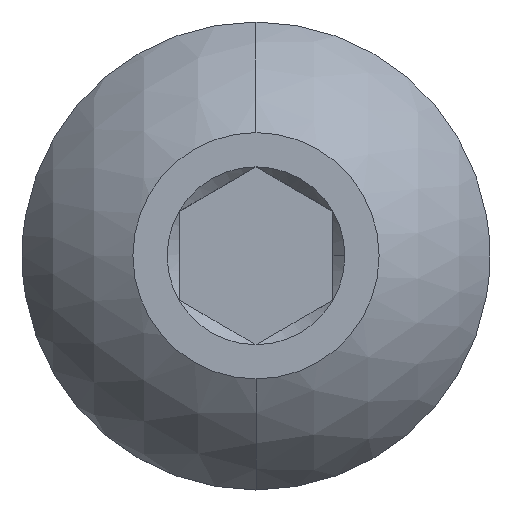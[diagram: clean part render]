
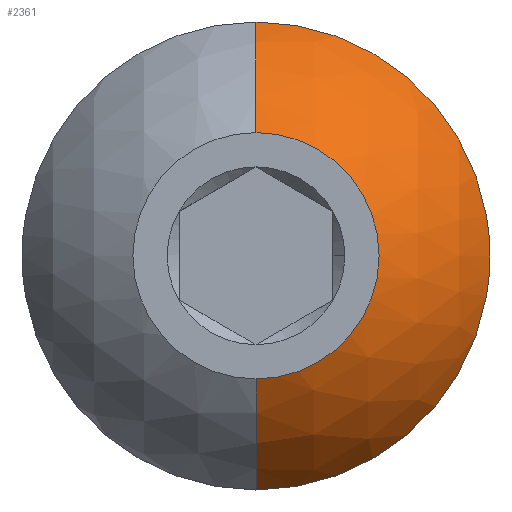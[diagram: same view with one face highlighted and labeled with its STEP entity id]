
A CAD part, top view. The second image highlights one B-rep face of the part: STEP entity #2361.
In plain terms, the highlighted spherical face has radius 4.229 mm.
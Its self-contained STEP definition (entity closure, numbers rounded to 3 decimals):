
#8 = CARTESIAN_POINT ( 'NONE',  ( 0., 0., -3.726 ) ) ;
#46 = VERTEX_POINT ( 'NONE', #1742 ) ;
#52 = DIRECTION ( 'NONE',  ( 0., 0., 1. ) ) ;
#75 = AXIS2_PLACEMENT_3D ( 'NONE', #1921, #621, #1234 ) ;
#224 = DIRECTION ( 'NONE',  ( 0., 0., 1. ) ) ;
#237 = EDGE_CURVE ( 'NONE', #1416, #2156, #1222, .T. ) ;
#352 = ORIENTED_EDGE ( 'NONE', *, *, #1204, .F. ) ;
#536 = VERTEX_POINT ( 'NONE', #1857 ) ;
#537 = CARTESIAN_POINT ( 'NONE',  ( 0., 0., 0. ) ) ;
#604 = DIRECTION ( 'NONE',  ( 1., 0., 0. ) ) ;
#621 = DIRECTION ( 'NONE',  ( 1., 0., 0. ) ) ;
#659 = AXIS2_PLACEMENT_3D ( 'NONE', #8, #853, #1537 ) ;
#730 = EDGE_CURVE ( 'NONE', #536, #1416, #1220, .T. ) ;
#756 = CARTESIAN_POINT ( 'NONE',  ( 0., 3.8, -1.87 ) ) ;
#853 = DIRECTION ( 'NONE',  ( -1., 0., 0. ) ) ;
#861 = EDGE_LOOP ( 'NONE', ( #1492, #1328, #2654, #1900, #352 ) ) ;
#895 = DIRECTION ( 'NONE',  ( 0., -1., 0. ) ) ;
#965 = DIRECTION ( 'NONE',  ( 1., 0., 0. ) ) ;
#977 = CARTESIAN_POINT ( 'NONE',  ( 0., 2., 0. ) ) ;
#1110 = VERTEX_POINT ( 'NONE', #1239 ) ;
#1204 = EDGE_CURVE ( 'NONE', #1110, #46, #1284, .T. ) ;
#1220 = CIRCLE ( 'NONE', #1971, 3.8 ) ;
#1222 = CIRCLE ( 'NONE', #75, 4.229 ) ;
#1234 = DIRECTION ( 'NONE',  ( 0., 1., 0. ) ) ;
#1239 = CARTESIAN_POINT ( 'NONE',  ( 0., -3.8, -1.87 ) ) ;
#1284 = CIRCLE ( 'NONE', #659, 4.229 ) ;
#1328 = ORIENTED_EDGE ( 'NONE', *, *, #730, .T. ) ;
#1416 = VERTEX_POINT ( 'NONE', #756 ) ;
#1492 = ORIENTED_EDGE ( 'NONE', *, *, #2392, .T. ) ;
#1520 = FACE_OUTER_BOUND ( 'NONE', #861, .T. ) ;
#1537 = DIRECTION ( 'NONE',  ( 0., -1., 0. ) ) ;
#1742 = CARTESIAN_POINT ( 'NONE',  ( 0., -2., 0. ) ) ;
#1841 = CARTESIAN_POINT ( 'NONE',  ( 0., 0., -1.87 ) ) ;
#1845 = CIRCLE ( 'NONE', #2668, 3.8 ) ;
#1857 = CARTESIAN_POINT ( 'NONE',  ( 3.8, 0., -1.87 ) ) ;
#1900 = ORIENTED_EDGE ( 'NONE', *, *, #2566, .F. ) ;
#1904 = CARTESIAN_POINT ( 'NONE',  ( 0., 0., -3.726 ) ) ;
#1921 = CARTESIAN_POINT ( 'NONE',  ( 0., 0., -3.726 ) ) ;
#1971 = AXIS2_PLACEMENT_3D ( 'NONE', #1841, #52, #965 ) ;
#1978 = CARTESIAN_POINT ( 'NONE',  ( 0., 0., -1.87 ) ) ;
#2021 = CIRCLE ( 'NONE', #2184, 2. ) ;
#2156 = VERTEX_POINT ( 'NONE', #977 ) ;
#2184 = AXIS2_PLACEMENT_3D ( 'NONE', #537, #2691, #2498 ) ;
#2361 = ADVANCED_FACE ( 'NONE', ( #1520 ), #2397, .T. ) ;
#2392 = EDGE_CURVE ( 'NONE', #1110, #536, #1845, .T. ) ;
#2397 = SPHERICAL_SURFACE ( 'NONE', #2555, 4.229 ) ;
#2401 = DIRECTION ( 'NONE',  ( 1., 0., 0. ) ) ;
#2498 = DIRECTION ( 'NONE',  ( 1., 0., 0. ) ) ;
#2555 = AXIS2_PLACEMENT_3D ( 'NONE', #1904, #604, #895 ) ;
#2566 = EDGE_CURVE ( 'NONE', #46, #2156, #2021, .T. ) ;
#2654 = ORIENTED_EDGE ( 'NONE', *, *, #237, .T. ) ;
#2668 = AXIS2_PLACEMENT_3D ( 'NONE', #1978, #224, #2401 ) ;
#2691 = DIRECTION ( 'NONE',  ( 0., 0., 1. ) ) ;
